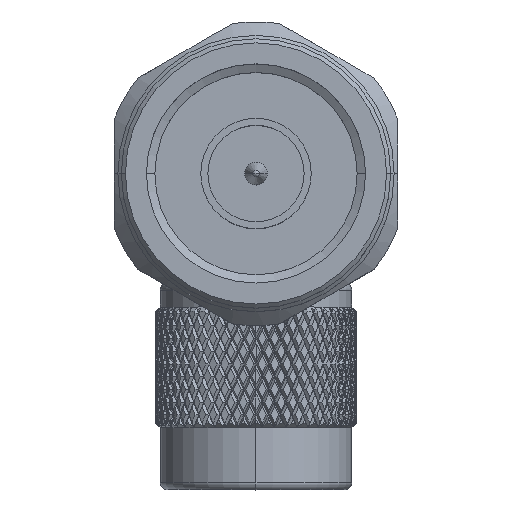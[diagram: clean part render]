
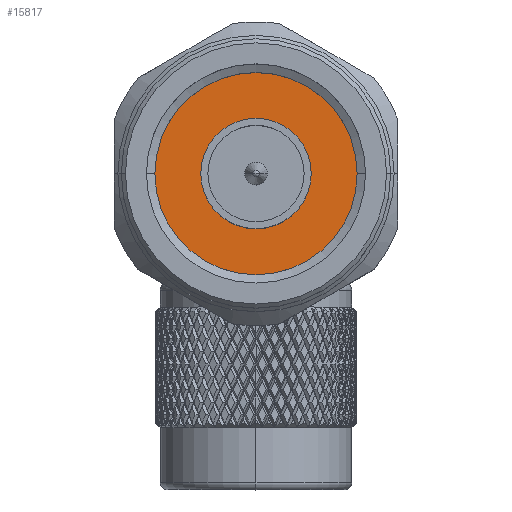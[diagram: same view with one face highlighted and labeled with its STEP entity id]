
A CAD part, top view. The second image highlights one B-rep face of the part: STEP entity #15817.
In plain terms, the highlighted face is planar.
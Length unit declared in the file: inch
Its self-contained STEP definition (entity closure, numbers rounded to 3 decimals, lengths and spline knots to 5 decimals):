
#4225 = AXIS2_PLACEMENT_3D ( 'NONE', #10768, #73701, #47561 ) ;
#4733 = CARTESIAN_POINT ( 'NONE',  ( 0.41653, 0., 0. ) ) ;
#5324 = EDGE_CURVE ( 'NONE', #75530, #43932, #81487, .T. ) ;
#6638 = ORIENTED_EDGE ( 'NONE', *, *, #93815, .F. ) ;
#10768 = CARTESIAN_POINT ( 'NONE',  ( 0.41653, 0., 0. ) ) ;
#14615 = CARTESIAN_POINT ( 'NONE',  ( 0.41653, 0., -0.15748 ) ) ;
#14681 = CIRCLE ( 'NONE', #68762, 0.15748 ) ;
#15817 = ADVANCED_FACE ( 'NONE', ( #56200, #57990 ), #95531, .T. ) ;
#19303 = ORIENTED_EDGE ( 'NONE', *, *, #26639, .T. ) ;
#26639 = EDGE_CURVE ( 'NONE', #35254, #107311, #104107, .T. ) ;
#29026 = DIRECTION ( 'NONE',  ( 0., 0., 1. ) ) ;
#31952 = DIRECTION ( 'NONE',  ( 0., 0., -1. ) ) ;
#33853 = CIRCLE ( 'NONE', #89842, 0.34395 ) ;
#35254 = VERTEX_POINT ( 'NONE', #51716 ) ;
#39230 = CARTESIAN_POINT ( 'NONE',  ( 0.41653, 0.34395, 0. ) ) ;
#39734 = CARTESIAN_POINT ( 'NONE',  ( 0.41653, 0., -0.34395 ) ) ;
#43932 = VERTEX_POINT ( 'NONE', #39734 ) ;
#47561 = DIRECTION ( 'NONE',  ( 0., 0., -1. ) ) ;
#51716 = CARTESIAN_POINT ( 'NONE',  ( 0.41653, 0., 0.15748 ) ) ;
#53337 = EDGE_LOOP ( 'NONE', ( #78353, #19303 ) ) ;
#56077 = DIRECTION ( 'NONE',  ( 0., 0., -1. ) ) ;
#56200 = FACE_BOUND ( 'NONE', #53337, .T. ) ;
#57990 = FACE_OUTER_BOUND ( 'NONE', #108714, .T. ) ;
#68762 = AXIS2_PLACEMENT_3D ( 'NONE', #82774, #91252, #56077 ) ;
#73701 = DIRECTION ( 'NONE',  ( 1., 0., 0. ) ) ;
#75530 = VERTEX_POINT ( 'NONE', #90557 ) ;
#76151 = CARTESIAN_POINT ( 'NONE',  ( 0.41653, 0., 0. ) ) ;
#76177 = DIRECTION ( 'NONE',  ( -1., 0., 0. ) ) ;
#78353 = ORIENTED_EDGE ( 'NONE', *, *, #101274, .T. ) ;
#81487 = CIRCLE ( 'NONE', #4225, 0.34395 ) ;
#82774 = CARTESIAN_POINT ( 'NONE',  ( 0.41653, 0., 0. ) ) ;
#86973 = DIRECTION ( 'NONE',  ( 1., 0., 0. ) ) ;
#89842 = AXIS2_PLACEMENT_3D ( 'NONE', #4733, #86973, #104520 ) ;
#90557 = CARTESIAN_POINT ( 'NONE',  ( 0.41653, 0., 0.34395 ) ) ;
#91252 = DIRECTION ( 'NONE',  ( 1., 0., 0. ) ) ;
#92566 = AXIS2_PLACEMENT_3D ( 'NONE', #76151, #105145, #31952 ) ;
#93738 = ORIENTED_EDGE ( 'NONE', *, *, #5324, .F. ) ;
#93815 = EDGE_CURVE ( 'NONE', #43932, #75530, #33853, .T. ) ;
#95531 = PLANE ( 'NONE',  #100992 ) ;
#100992 = AXIS2_PLACEMENT_3D ( 'NONE', #39230, #76177, #29026 ) ;
#101274 = EDGE_CURVE ( 'NONE', #107311, #35254, #14681, .T. ) ;
#104107 = CIRCLE ( 'NONE', #92566, 0.15748 ) ;
#104520 = DIRECTION ( 'NONE',  ( 0., 0., -1. ) ) ;
#105145 = DIRECTION ( 'NONE',  ( 1., 0., 0. ) ) ;
#107311 = VERTEX_POINT ( 'NONE', #14615 ) ;
#108714 = EDGE_LOOP ( 'NONE', ( #6638, #93738 ) ) ;
